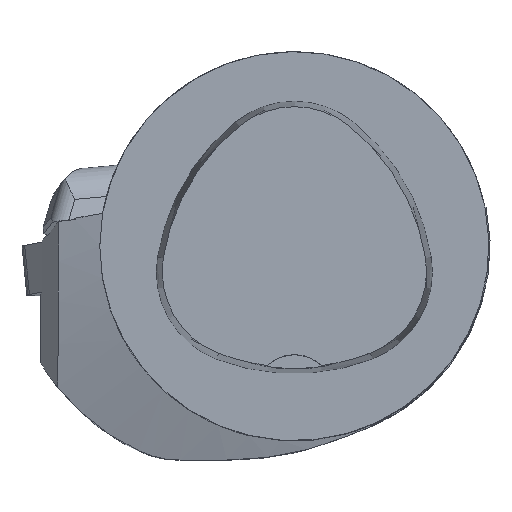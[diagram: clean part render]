
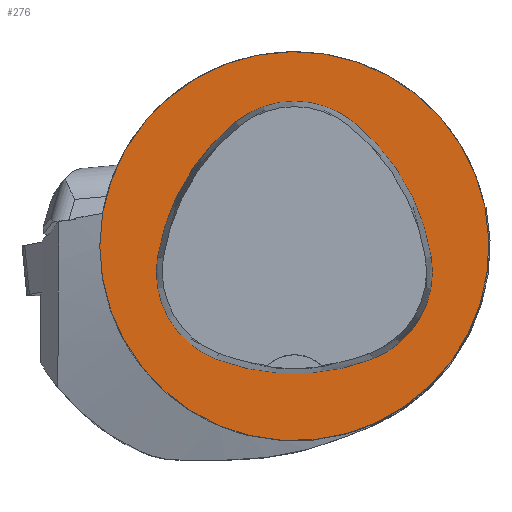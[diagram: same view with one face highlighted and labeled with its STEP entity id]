
A CAD part, top view. The second image highlights one B-rep face of the part: STEP entity #276.
In plain terms, the highlighted planar face has unit normal (0, 0, 1).
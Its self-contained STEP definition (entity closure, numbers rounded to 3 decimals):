
#276=ADVANCED_FACE('',(#656,#657),#348,.T.);
#348=PLANE('',#1814);
#656=FACE_BOUND('',#701,.T.);
#657=FACE_BOUND('',#702,.T.);
#701=EDGE_LOOP('',(#950,#951,#952,#953,#954,#955));
#702=EDGE_LOOP('',(#956));
#950=ORIENTED_EDGE('',*,*,#1498,.T.);
#951=ORIENTED_EDGE('',*,*,#1478,.T.);
#952=ORIENTED_EDGE('',*,*,#1482,.T.);
#953=ORIENTED_EDGE('',*,*,#1485,.T.);
#954=ORIENTED_EDGE('',*,*,#1488,.T.);
#955=ORIENTED_EDGE('',*,*,#1496,.T.);
#956=ORIENTED_EDGE('',*,*,#1459,.F.);
#1289=VERTEX_POINT('',#2650);
#1306=VERTEX_POINT('',#2712);
#1307=VERTEX_POINT('',#2713);
#1310=VERTEX_POINT('',#2721);
#1312=VERTEX_POINT('',#2727);
#1314=VERTEX_POINT('',#2733);
#1321=VERTEX_POINT('',#2754);
#1459=EDGE_CURVE('',#1289,#1289,#1617,.T.);
#1478=EDGE_CURVE('',#1306,#1307,#1619,.T.);
#1482=EDGE_CURVE('',#1307,#1310,#1621,.T.);
#1485=EDGE_CURVE('',#1310,#1312,#1623,.T.);
#1488=EDGE_CURVE('',#1312,#1314,#1625,.T.);
#1496=EDGE_CURVE('',#1314,#1321,#1629,.T.);
#1498=EDGE_CURVE('',#1321,#1306,#1631,.T.);
#1617=CIRCLE('',#1783,25.);
#1619=CIRCLE('',#1792,28.);
#1621=CIRCLE('',#1795,12.);
#1623=CIRCLE('',#1798,28.);
#1625=CIRCLE('',#1801,12.);
#1629=CIRCLE('',#1806,28.);
#1631=CIRCLE('',#1809,12.);
#1783=AXIS2_PLACEMENT_3D('',#2649,#2065,#2066);
#1792=AXIS2_PLACEMENT_3D('',#2711,#2087,#2088);
#1795=AXIS2_PLACEMENT_3D('',#2720,#2095,#2096);
#1798=AXIS2_PLACEMENT_3D('',#2726,#2102,#2103);
#1801=AXIS2_PLACEMENT_3D('',#2732,#2109,#2110);
#1806=AXIS2_PLACEMENT_3D('',#2755,#2121,#2122);
#1809=AXIS2_PLACEMENT_3D('',#2758,#2127,#2128);
#1814=AXIS2_PLACEMENT_3D('',#2763,#2137,#2138);
#2065=DIRECTION('',(0.,0.,-1.));
#2066=DIRECTION('',(-1.,0.,0.));
#2087=DIRECTION('',(0.,0.,-1.));
#2088=DIRECTION('',(-1.,0.,0.));
#2095=DIRECTION('',(0.,0.,-1.));
#2096=DIRECTION('',(-1.,0.,0.));
#2102=DIRECTION('',(0.,0.,-1.));
#2103=DIRECTION('',(-1.,0.,0.));
#2109=DIRECTION('',(0.,0.,-1.));
#2110=DIRECTION('',(-1.,0.,0.));
#2121=DIRECTION('',(0.,0.,-1.));
#2122=DIRECTION('',(-1.,0.,0.));
#2127=DIRECTION('',(0.,0.,-1.));
#2128=DIRECTION('',(-1.,0.,0.));
#2137=DIRECTION('',(0.,0.,1.));
#2138=DIRECTION('',(1.,0.,0.));
#2649=CARTESIAN_POINT('',(0.,0.,0.));
#2650=CARTESIAN_POINT('',(-25.,0.,0.));
#2711=CARTESIAN_POINT('',(10.068,-5.824,0.));
#2712=CARTESIAN_POINT('',(-17.584,-1.424,0.));
#2713=CARTESIAN_POINT('',(-7.531,15.953,0.));
#2720=CARTESIAN_POINT('',(0.011,6.62,0.));
#2721=CARTESIAN_POINT('',(7.567,15.942,0.));
#2726=CARTESIAN_POINT('',(-10.063,-5.81,0.));
#2727=CARTESIAN_POINT('',(17.59,-1.418,0.));
#2732=CARTESIAN_POINT('',(5.739,-3.3,0.));
#2733=CARTESIAN_POINT('',(10.05,-14.499,0.));
#2754=CARTESIAN_POINT('',(-10.025,-14.516,0.));
#2755=CARTESIAN_POINT('',(-0.01,11.631,0.));
#2758=CARTESIAN_POINT('',(-5.733,-3.31,0.));
#2763=CARTESIAN_POINT('',(0.,0.,0.));
